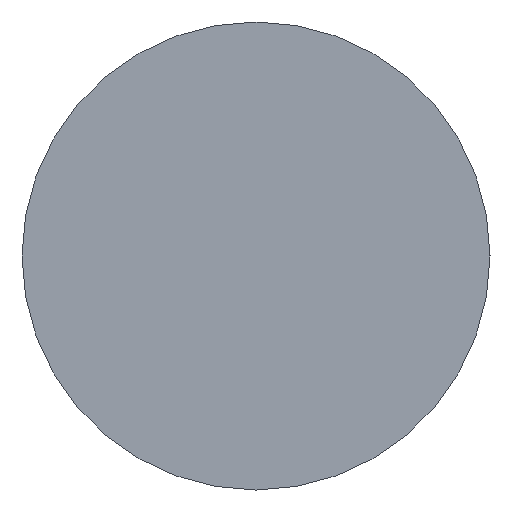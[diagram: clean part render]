
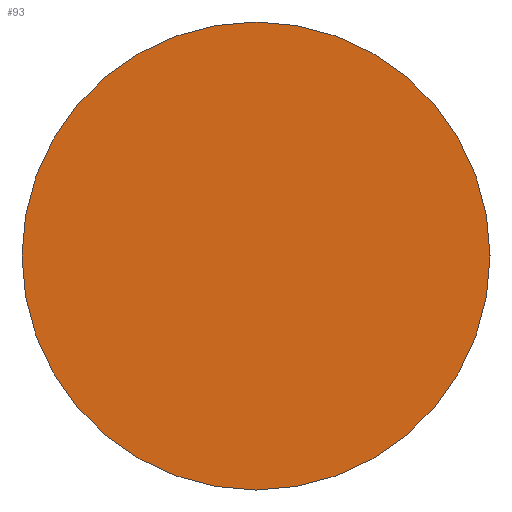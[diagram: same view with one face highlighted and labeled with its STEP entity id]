
A CAD part, left-side view. The second image highlights one B-rep face of the part: STEP entity #93.
In plain terms, the highlighted planar face has unit normal (-1, 0, 0).
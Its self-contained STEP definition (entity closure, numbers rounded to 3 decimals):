
#3 = AXIS2_PLACEMENT_3D ( 'NONE', #255, #184, #80 ) ;
#8 = EDGE_LOOP ( 'NONE', ( #238, #316 ) ) ;
#37 = CARTESIAN_POINT ( 'NONE',  ( 0., 0., 0. ) ) ;
#62 = CIRCLE ( 'NONE', #3, 20. ) ;
#79 = AXIS2_PLACEMENT_3D ( 'NONE', #37, #425, #169 ) ;
#80 = DIRECTION ( 'NONE',  ( 0., 0., -1. ) ) ;
#93 = ADVANCED_FACE ( 'NONE', ( #274 ), #220, .T. ) ;
#97 = AXIS2_PLACEMENT_3D ( 'NONE', #256, #160, #286 ) ;
#160 = DIRECTION ( 'NONE',  ( -1., 0., 0. ) ) ;
#169 = DIRECTION ( 'NONE',  ( 0., 0., -1. ) ) ;
#184 = DIRECTION ( 'NONE',  ( 1., 0., 0. ) ) ;
#220 = PLANE ( 'NONE',  #97 ) ;
#238 = ORIENTED_EDGE ( 'NONE', *, *, #244, .F. ) ;
#244 = EDGE_CURVE ( 'NONE', #422, #334, #62, .T. ) ;
#255 = CARTESIAN_POINT ( 'NONE',  ( 0., 0., 0. ) ) ;
#256 = CARTESIAN_POINT ( 'NONE',  ( 0., 20., 0. ) ) ;
#274 = FACE_OUTER_BOUND ( 'NONE', #8, .T. ) ;
#286 = DIRECTION ( 'NONE',  ( 0., 0., 1. ) ) ;
#290 = CIRCLE ( 'NONE', #79, 20. ) ;
#316 = ORIENTED_EDGE ( 'NONE', *, *, #383, .F. ) ;
#334 = VERTEX_POINT ( 'NONE', #335 ) ;
#335 = CARTESIAN_POINT ( 'NONE',  ( 0., 0., 20. ) ) ;
#383 = EDGE_CURVE ( 'NONE', #334, #422, #290, .T. ) ;
#391 = CARTESIAN_POINT ( 'NONE',  ( 0., 0., -20. ) ) ;
#422 = VERTEX_POINT ( 'NONE', #391 ) ;
#425 = DIRECTION ( 'NONE',  ( 1., 0., 0. ) ) ;
